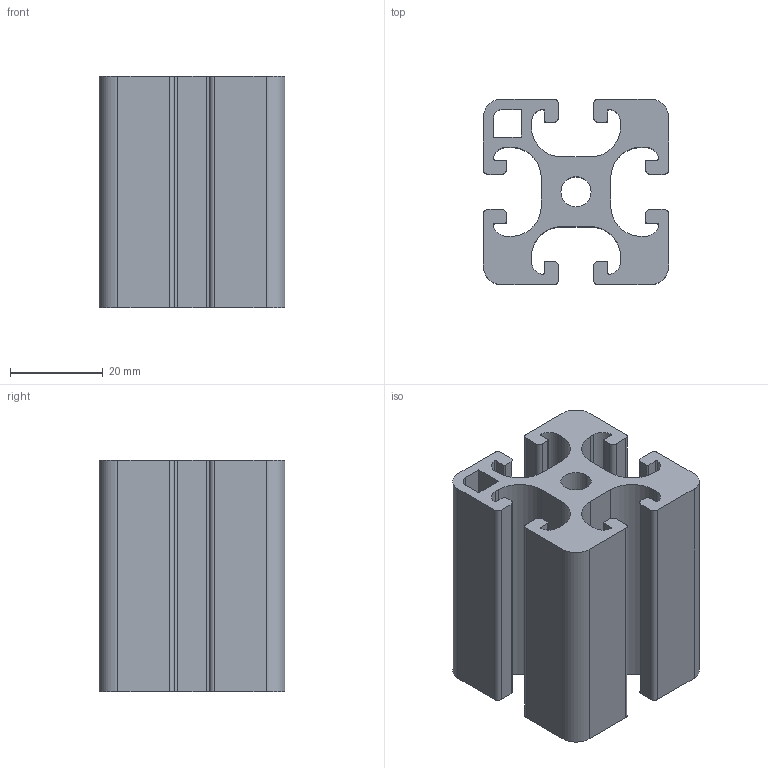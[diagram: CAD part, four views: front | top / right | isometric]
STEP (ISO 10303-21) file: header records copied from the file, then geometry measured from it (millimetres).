
FILE_DESCRIPTION (( 'STEP AP203' ), '1' );
FILE_NAME ('4040S.step', '2023-05-12T09:13:30', ( '' ), ( '' ), 'SwSTEP 2.0', 'SolidWorks 2021', '' );
FILE_SCHEMA (( 'CONFIG_CONTROL_DESIGN' ));
Length unit declared in the file: millimetre
Products named in the file (1): 4040S
Bounding box: 40 x 40 x 50 mm (x, y, z)
Volume: 40491.6 mm3; surface area: 21263.7 mm2
Topology: 1 solids, 1 shells, 107 faces, 315 edges, 210 vertices
Faces by surface type: cylinder 57, plane 50
Entity records: 3688 total; most frequent: DIRECTION 645, CARTESIAN_POINT 633, ORIENTED_EDGE 630, EDGE_CURVE 315, AXIS2_PLACEMENT_3D 222, VERTEX_POINT 210, LINE 201, VECTOR 201
